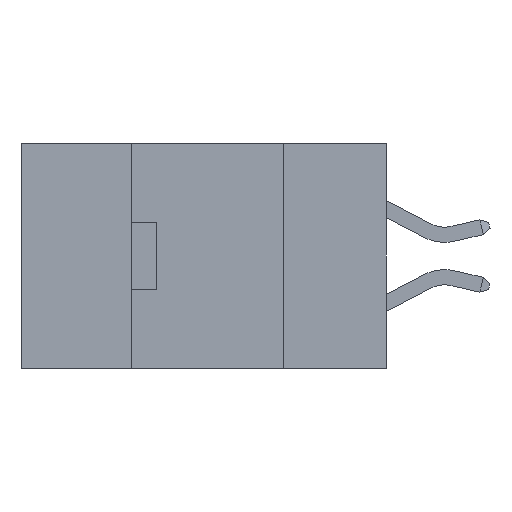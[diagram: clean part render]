
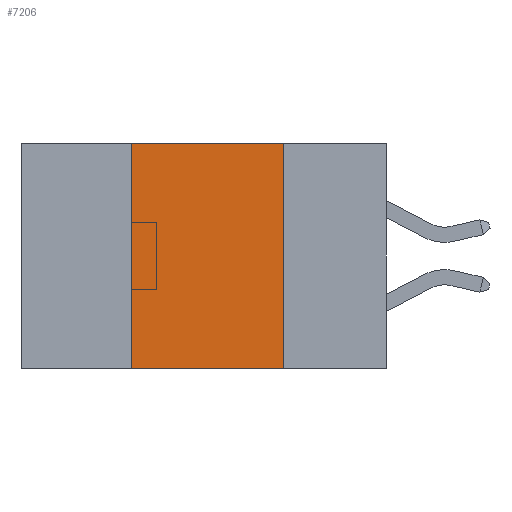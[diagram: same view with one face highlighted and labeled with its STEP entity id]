
A CAD part, left-side view. The second image highlights one B-rep face of the part: STEP entity #7206.
In plain terms, the highlighted planar face has unit normal (-1, 0, 0).
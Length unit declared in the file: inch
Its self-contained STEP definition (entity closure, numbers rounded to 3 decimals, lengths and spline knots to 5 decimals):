
#465 = VERTEX_POINT ( 'NONE', #26675 ) ;
#788 = DIRECTION ( 'NONE',  ( 0., -1., 0. ) ) ;
#1462 = ORIENTED_EDGE ( 'NONE', *, *, #5279, .F. ) ;
#1823 = VECTOR ( 'NONE', #788, 39.37008 ) ;
#2427 = VECTOR ( 'NONE', #2745, 39.37008 ) ;
#2501 = DIRECTION ( 'NONE',  ( 0., 0., 1. ) ) ;
#2554 = LINE ( 'NONE', #16473, #1823 ) ;
#2745 = DIRECTION ( 'NONE',  ( 0., 0., -1. ) ) ;
#3761 = EDGE_CURVE ( 'NONE', #5308, #5429, #2554, .T. ) ;
#4058 = PLANE ( 'NONE',  #19532 ) ;
#4511 = EDGE_LOOP ( 'NONE', ( #12671, #18535, #1462, #24987 ) ) ;
#5279 = EDGE_CURVE ( 'NONE', #5308, #20488, #8779, .T. ) ;
#5308 = VERTEX_POINT ( 'NONE', #13705 ) ;
#5429 = VERTEX_POINT ( 'NONE', #24968 ) ;
#6336 = DIRECTION ( 'NONE',  ( 1., 0., 0. ) ) ;
#6787 = EDGE_CURVE ( 'NONE', #20488, #465, #12506, .T. ) ;
#7206 = ADVANCED_FACE ( 'NONE', ( #18342 ), #4058, .F. ) ;
#8779 = LINE ( 'NONE', #15819, #20521 ) ;
#12506 = LINE ( 'NONE', #24819, #23465 ) ;
#12671 = ORIENTED_EDGE ( 'NONE', *, *, #14208, .F. ) ;
#12932 = CARTESIAN_POINT ( 'NONE',  ( 0., 0.6, 0. ) ) ;
#13705 = CARTESIAN_POINT ( 'NONE',  ( 0., 0.42, -0.37 ) ) ;
#14208 = EDGE_CURVE ( 'NONE', #465, #5429, #19448, .T. ) ;
#15610 = CARTESIAN_POINT ( 'NONE',  ( 0., 0.42, 0. ) ) ;
#15819 = CARTESIAN_POINT ( 'NONE',  ( 0., 0.42, -0.37 ) ) ;
#16473 = CARTESIAN_POINT ( 'NONE',  ( 0., 0.6, -0.37 ) ) ;
#18342 = FACE_OUTER_BOUND ( 'NONE', #4511, .T. ) ;
#18535 = ORIENTED_EDGE ( 'NONE', *, *, #6787, .F. ) ;
#19448 = LINE ( 'NONE', #20505, #2427 ) ;
#19532 = AXIS2_PLACEMENT_3D ( 'NONE', #12932, #6336, #21761 ) ;
#20488 = VERTEX_POINT ( 'NONE', #15610 ) ;
#20505 = CARTESIAN_POINT ( 'NONE',  ( 0., 0.17, -0.37 ) ) ;
#20521 = VECTOR ( 'NONE', #2501, 39.37008 ) ;
#21761 = DIRECTION ( 'NONE',  ( 0., 0., -1. ) ) ;
#23465 = VECTOR ( 'NONE', #26992, 39.37008 ) ;
#24819 = CARTESIAN_POINT ( 'NONE',  ( 0., 0.6, 0. ) ) ;
#24968 = CARTESIAN_POINT ( 'NONE',  ( 0., 0.17, -0.37 ) ) ;
#24987 = ORIENTED_EDGE ( 'NONE', *, *, #3761, .T. ) ;
#26675 = CARTESIAN_POINT ( 'NONE',  ( 0., 0.17, 0. ) ) ;
#26992 = DIRECTION ( 'NONE',  ( 0., -1., 0. ) ) ;
